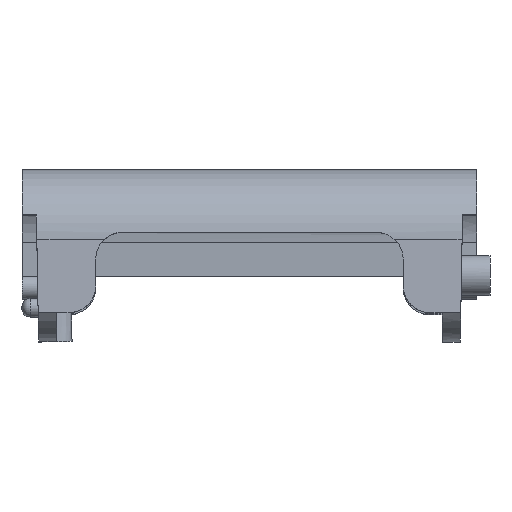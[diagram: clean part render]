
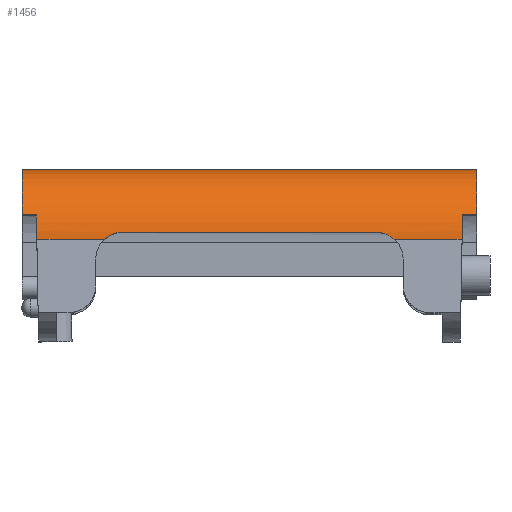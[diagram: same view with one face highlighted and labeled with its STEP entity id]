
A CAD part, top view. The second image highlights one B-rep face of the part: STEP entity #1456.
In plain terms, the highlighted cylindrical face has radius 6.858 mm (diameter 13.716 mm), a partial arc.
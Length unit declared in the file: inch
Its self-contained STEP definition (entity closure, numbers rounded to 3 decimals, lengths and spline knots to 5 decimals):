
#11 = CARTESIAN_POINT ( 'NONE',  ( 0.8, 0.27442, 2.4766 ) ) ;
#31 = CARTESIAN_POINT ( 'NONE',  ( -0.53233, 0.28216, 2.47624 ) ) ;
#41 = VERTEX_POINT ( 'NONE', #4128 ) ;
#81 = CARTESIAN_POINT ( 'NONE',  ( 0.79545, 0.27442, 2.4766 ) ) ;
#128 = CARTESIAN_POINT ( 'NONE',  ( 0.54179, 0.27442, 2.4766 ) ) ;
#143 = DIRECTION ( 'NONE',  ( 0., 0., -1. ) ) ;
#164 = AXIS2_PLACEMENT_3D ( 'NONE', #1767, #4076, #2098 ) ;
#188 = CARTESIAN_POINT ( 'NONE',  ( 0.49913, 0.29723, 2.47484 ) ) ;
#199 = VERTEX_POINT ( 'NONE', #1568 ) ;
#247 = VERTEX_POINT ( 'NONE', #607 ) ;
#264 = CARTESIAN_POINT ( 'NONE',  ( -0.85, 0.265, 2.20676 ) ) ;
#334 = EDGE_CURVE ( 'NONE', #3162, #4078, #1642, .T. ) ;
#338 = CARTESIAN_POINT ( 'NONE',  ( 0.85, 0.535, 2.20676 ) ) ;
#344 = DIRECTION ( 'NONE',  ( -1., 0., 0. ) ) ;
#365 = CARTESIAN_POINT ( 'NONE',  ( -0.51649, 0.29119, 2.4755 ) ) ;
#517 = CARTESIAN_POINT ( 'NONE',  ( 0.52219, 0.28901, 2.47573 ) ) ;
#572 = ORIENTED_EDGE ( 'NONE', *, *, #3390, .T. ) ;
#582 = VECTOR ( 'NONE', #1060, 39.37008 ) ;
#589 = VECTOR ( 'NONE', #3581, 39.37008 ) ;
#595 = DIRECTION ( 'NONE',  ( 0., 0., -1. ) ) ;
#607 = CARTESIAN_POINT ( 'NONE',  ( -0.85, 0.535, 2.20676 ) ) ;
#625 = CARTESIAN_POINT ( 'NONE',  ( -0.79704, 0.3655, 2.45736 ) ) ;
#698 = CARTESIAN_POINT ( 'NONE',  ( -0.48731, 0.3, 2.47449 ) ) ;
#845 = CIRCLE ( 'NONE', #164, 0.27 ) ;
#851 = CARTESIAN_POINT ( 'NONE',  ( 0.54179, 0.27442, 2.4766 ) ) ;
#855 = LINE ( 'NONE', #3409, #3375 ) ;
#884 = CARTESIAN_POINT ( 'NONE',  ( -0.79545, 0.27442, 2.4766 ) ) ;
#899 = CARTESIAN_POINT ( 'NONE',  ( -0.54179, 0.27442, 2.4766 ) ) ;
#1060 = DIRECTION ( 'NONE',  ( -1., 0., 0. ) ) ;
#1117 = B_SPLINE_CURVE_WITH_KNOTS ( 'NONE', 3,
 ( #2175, #1504, #3464, #188, #2499, #517, #2820, #851 ),
 .UNSPECIFIED., .F., .F.,
 ( 4, 2, 2, 4 ),
 ( 0., 0.00046, 0.00092, 0.00185 ),
 .UNSPECIFIED. ) ;
#1137 = ORIENTED_EDGE ( 'NONE', *, *, #1561, .F. ) ;
#1246 = ORIENTED_EDGE ( 'NONE', *, *, #1630, .F. ) ;
#1250 = VERTEX_POINT ( 'NONE', #338 ) ;
#1264 = VECTOR ( 'NONE', #2622, 39.37008 ) ;
#1266 = ORIENTED_EDGE ( 'NONE', *, *, #3876, .T. ) ;
#1370 = CYLINDRICAL_SURFACE ( 'NONE', #2831, 0.27 ) ;
#1394 = CARTESIAN_POINT ( 'NONE',  ( 0.8, 0.27442, 2.4766 ) ) ;
#1445 = DIRECTION ( 'NONE',  ( -1., 0., 0. ) ) ;
#1456 = ADVANCED_FACE ( 'NONE', ( #1477 ), #1370, .T. ) ;
#1477 = FACE_OUTER_BOUND ( 'NONE', #2878, .T. ) ;
#1504 = CARTESIAN_POINT ( 'NONE',  ( 0.48115, 0.3, 2.47449 ) ) ;
#1561 = EDGE_CURVE ( 'NONE', #247, #1250, #1941, .T. ) ;
#1568 = CARTESIAN_POINT ( 'NONE',  ( 0.85, 0.3655, 2.45736 ) ) ;
#1630 = EDGE_CURVE ( 'NONE', #1916, #41, #855, .T. ) ;
#1642 = LINE ( 'NONE', #11, #3273 ) ;
#1725 = CARTESIAN_POINT ( 'NONE',  ( 0.475, 0.3, 2.47449 ) ) ;
#1733 = CARTESIAN_POINT ( 'NONE',  ( 0.79653, 0.33641, 2.46903 ) ) ;
#1742 = EDGE_CURVE ( 'NONE', #3806, #4281, #1117, .T. ) ;
#1767 = CARTESIAN_POINT ( 'NONE',  ( 0.85, 0.265, 2.20676 ) ) ;
#1769 = EDGE_CURVE ( 'NONE', #1916, #4078, #3597, .T. ) ;
#1863 = CARTESIAN_POINT ( 'NONE',  ( -0.79653, 0.33641, 2.46903 ) ) ;
#1879 = CARTESIAN_POINT ( 'NONE',  ( -0.79545, 0.27442, 2.4766 ) ) ;
#1889 = EDGE_CURVE ( 'NONE', #2927, #3806, #2345, .T. ) ;
#1916 = VERTEX_POINT ( 'NONE', #625 ) ;
#1941 = LINE ( 'NONE', #2818, #3476 ) ;
#2020 = ORIENTED_EDGE ( 'NONE', *, *, #1769, .T. ) ;
#2064 = CARTESIAN_POINT ( 'NONE',  ( 0.796, 0.30574, 2.47551 ) ) ;
#2098 = DIRECTION ( 'NONE',  ( 0., 0., -1. ) ) ;
#2150 = LINE ( 'NONE', #4264, #1264 ) ;
#2169 = ORIENTED_EDGE ( 'NONE', *, *, #334, .F. ) ;
#2175 = CARTESIAN_POINT ( 'NONE',  ( 0.475, 0.3, 2.47449 ) ) ;
#2270 = ORIENTED_EDGE ( 'NONE', *, *, #3563, .F. ) ;
#2334 = CARTESIAN_POINT ( 'NONE',  ( -0.53721, 0.27853, 2.47646 ) ) ;
#2345 = LINE ( 'NONE', #3243, #589 ) ;
#2350 = CARTESIAN_POINT ( 'NONE',  ( -0.52199, 0.28848, 2.47576 ) ) ;
#2499 = CARTESIAN_POINT ( 'NONE',  ( 0.50505, 0.29558, 2.47504 ) ) ;
#2527 = CARTESIAN_POINT ( 'NONE',  ( -0.796, 0.30574, 2.47551 ) ) ;
#2572 = DIRECTION ( 'NONE',  ( -1., 0., 0. ) ) ;
#2622 = DIRECTION ( 'NONE',  ( -1., 0., 0. ) ) ;
#2666 = CARTESIAN_POINT ( 'NONE',  ( -0.49934, 0.29776, 2.47481 ) ) ;
#2722 = CARTESIAN_POINT ( 'NONE',  ( -0.475, 0.3, 2.47449 ) ) ;
#2754 = AXIS2_PLACEMENT_3D ( 'NONE', #264, #2572, #595 ) ;
#2779 = ORIENTED_EDGE ( 'NONE', *, *, #3443, .F. ) ;
#2801 = VERTEX_POINT ( 'NONE', #3624 ) ;
#2818 = CARTESIAN_POINT ( 'NONE',  ( 0.8, 0.535, 2.20676 ) ) ;
#2820 = CARTESIAN_POINT ( 'NONE',  ( 0.53264, 0.28264, 2.47631 ) ) ;
#2831 = AXIS2_PLACEMENT_3D ( 'NONE', #4095, #3097, #143 ) ;
#2852 = CARTESIAN_POINT ( 'NONE',  ( -0.79704, 0.3655, 2.45736 ) ) ;
#2878 = EDGE_LOOP ( 'NONE', ( #3919, #4174, #2989, #2779, #4179, #1266, #1137, #2270, #1246, #2020, #2169, #572 ) ) ;
#2927 = VERTEX_POINT ( 'NONE', #2722 ) ;
#2989 = ORIENTED_EDGE ( 'NONE', *, *, #4180, .F. ) ;
#2994 = CARTESIAN_POINT ( 'NONE',  ( -0.475, 0.3, 2.47449 ) ) ;
#3097 = DIRECTION ( 'NONE',  ( 1., 0., 0. ) ) ;
#3128 =( BOUNDED_CURVE ( )  B_SPLINE_CURVE ( 3, ( #4041, #1733, #2064, #81 ),
 .UNSPECIFIED., .F., .F. ) 
 B_SPLINE_CURVE_WITH_KNOTS ( ( 4, 4 ),
 ( 1.18941, 1.53589 ),
 .UNSPECIFIED. ) 
 CURVE ( )  GEOMETRIC_REPRESENTATION_ITEM ( )  RATIONAL_B_SPLINE_CURVE ( ( 1., 0.99, 0.99, 1. ) ) 
 REPRESENTATION_ITEM ( '' )  );
#3162 = VERTEX_POINT ( 'NONE', #899 ) ;
#3204 = LINE ( 'NONE', #1394, #582 ) ;
#3243 = CARTESIAN_POINT ( 'NONE',  ( 0.8, 0.3, 2.47449 ) ) ;
#3273 = VECTOR ( 'NONE', #344, 39.37008 ) ;
#3294 = EDGE_CURVE ( 'NONE', #199, #2801, #2150, .T. ) ;
#3375 = VECTOR ( 'NONE', #1445, 39.37008 ) ;
#3390 = EDGE_CURVE ( 'NONE', #3162, #2927, #3911, .T. ) ;
#3409 = CARTESIAN_POINT ( 'NONE',  ( 0.8, 0.3655, 2.45736 ) ) ;
#3443 = EDGE_CURVE ( 'NONE', #2801, #3971, #3128, .T. ) ;
#3464 = CARTESIAN_POINT ( 'NONE',  ( 0.48721, 0.29944, 2.47456 ) ) ;
#3476 = VECTOR ( 'NONE', #3724, 39.37008 ) ;
#3563 = EDGE_CURVE ( 'NONE', #41, #247, #3740, .T. ) ;
#3581 = DIRECTION ( 'NONE',  ( 1., 0., 0. ) ) ;
#3597 =( BOUNDED_CURVE ( )  B_SPLINE_CURVE ( 3, ( #2852, #1863, #2527, #884 ),
 .UNSPECIFIED., .F., .F. ) 
 B_SPLINE_CURVE_WITH_KNOTS ( ( 4, 4 ),
 ( 4.331, 4.67748 ),
 .UNSPECIFIED. ) 
 CURVE ( )  GEOMETRIC_REPRESENTATION_ITEM ( )  RATIONAL_B_SPLINE_CURVE ( ( 1., 0.99, 0.99, 1. ) ) 
 REPRESENTATION_ITEM ( '' )  );
#3624 = CARTESIAN_POINT ( 'NONE',  ( 0.79704, 0.3655, 2.45736 ) ) ;
#3724 = DIRECTION ( 'NONE',  ( 1., 0., 0. ) ) ;
#3740 = CIRCLE ( 'NONE', #2754, 0.27 ) ;
#3806 = VERTEX_POINT ( 'NONE', #1725 ) ;
#3876 = EDGE_CURVE ( 'NONE', #199, #1250, #845, .T. ) ;
#3911 = B_SPLINE_CURVE_WITH_KNOTS ( 'NONE', 3,
 ( #3995, #2334, #31, #2350, #365, #2666, #698, #2994 ),
 .UNSPECIFIED., .F., .F.,
 ( 4, 2, 2, 4 ),
 ( 0., 0.00046, 0.00092, 0.00185 ),
 .UNSPECIFIED. ) ;
#3919 = ORIENTED_EDGE ( 'NONE', *, *, #1889, .T. ) ;
#3971 = VERTEX_POINT ( 'NONE', #4115 ) ;
#3995 = CARTESIAN_POINT ( 'NONE',  ( -0.54179, 0.27442, 2.4766 ) ) ;
#4041 = CARTESIAN_POINT ( 'NONE',  ( 0.79704, 0.3655, 2.45736 ) ) ;
#4076 = DIRECTION ( 'NONE',  ( -1., 0., 0. ) ) ;
#4078 = VERTEX_POINT ( 'NONE', #1879 ) ;
#4095 = CARTESIAN_POINT ( 'NONE',  ( 0.8, 0.265, 2.20676 ) ) ;
#4115 = CARTESIAN_POINT ( 'NONE',  ( 0.79545, 0.27442, 2.4766 ) ) ;
#4128 = CARTESIAN_POINT ( 'NONE',  ( -0.85, 0.3655, 2.45736 ) ) ;
#4174 = ORIENTED_EDGE ( 'NONE', *, *, #1742, .T. ) ;
#4179 = ORIENTED_EDGE ( 'NONE', *, *, #3294, .F. ) ;
#4180 = EDGE_CURVE ( 'NONE', #3971, #4281, #3204, .T. ) ;
#4264 = CARTESIAN_POINT ( 'NONE',  ( 0.8, 0.3655, 2.45736 ) ) ;
#4281 = VERTEX_POINT ( 'NONE', #128 ) ;
